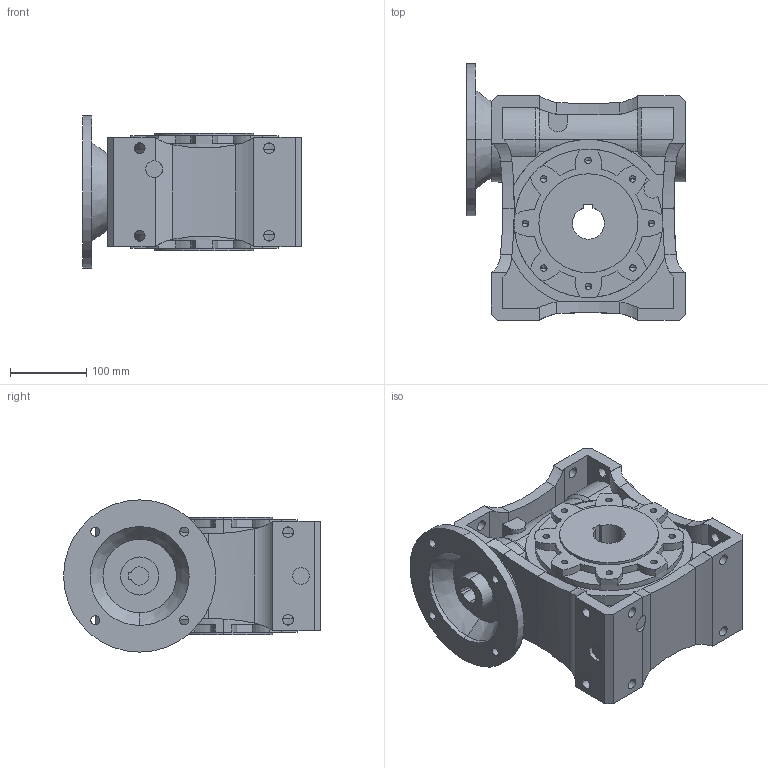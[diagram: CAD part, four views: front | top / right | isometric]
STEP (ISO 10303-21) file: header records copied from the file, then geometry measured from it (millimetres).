
FILE_DESCRIPTION (( 'STEP AP214' ), '1' );
FILE_NAME ('BOX110PAM90B5.STEP', '2013-10-02T05:20:52', ( '' ), ( '' ), 'SwSTEP 2.0', 'SolidWorks 2012', '' );
FILE_SCHEMA (( 'AUTOMOTIVE_DESIGN' ));
Length unit declared in the file: millimetre
Products named in the file (3): Box110 Input Flanges_90B5; box110; BOX110PAM90B5
Assembly tree (2 placements, depth 2):
  BOX110PAM90B5
    box110
    Box110 Input Flanges_90B5
Bounding box: 287.5 x 337.5 x 200 mm (x, y, z)
Volume: 8596596.9 mm3; surface area: 496866.9 mm2
Topology: 2 solids, 2 shells, 382 faces, 1049 edges, 665 vertices
Faces by surface type: cylinder 236, plane 101, cone 45
Entity records: 13500 total; most frequent: CARTESIAN_POINT 3257, DIRECTION 2110, ORIENTED_EDGE 2034, EDGE_CURVE 1017, AXIS2_PLACEMENT_3D 820, VERTEX_POINT 665, LINE 470, VECTOR 470
